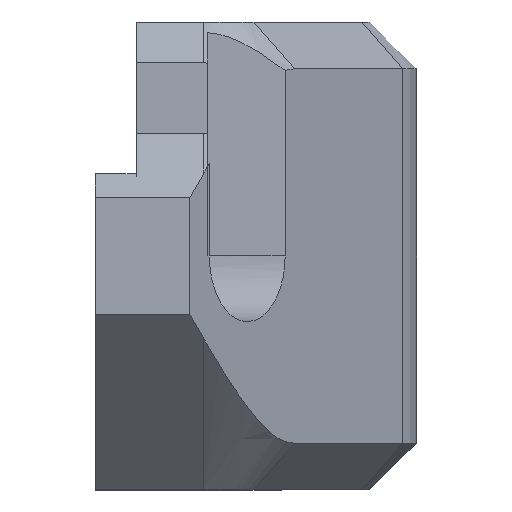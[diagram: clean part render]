
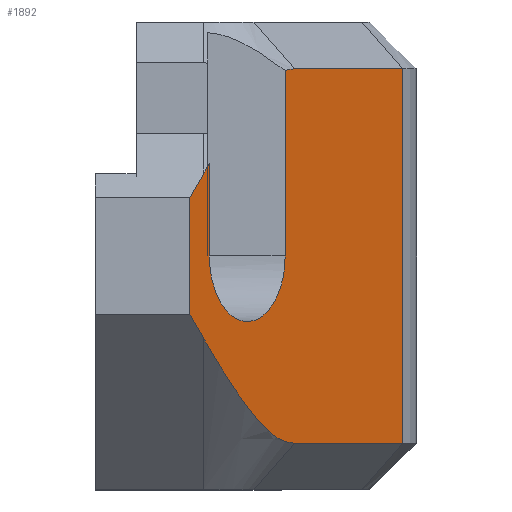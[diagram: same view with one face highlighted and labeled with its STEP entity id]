
A CAD part, left-side view. The second image highlights one B-rep face of the part: STEP entity #1892.
In plain terms, the highlighted planar face has unit normal (-0.5, -0.866, 0).
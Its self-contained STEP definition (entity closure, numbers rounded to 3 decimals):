
#16=ELLIPSE('',#2022,3.233,2.8);
#35=(
BOUNDED_CURVE()
B_SPLINE_CURVE(2,(#3208,#3209,#3210),.UNSPECIFIED.,.F.,.F.)
B_SPLINE_CURVE_WITH_KNOTS((3,3),(1.01,1.086),
 .UNSPECIFIED.)
CURVE()
GEOMETRIC_REPRESENTATION_ITEM()
RATIONAL_B_SPLINE_CURVE((1.318,1.322,1.325))
REPRESENTATION_ITEM('')
);
#36=(
BOUNDED_CURVE()
B_SPLINE_CURVE(2,(#3221,#3222,#3223),.UNSPECIFIED.,.F.,.F.)
B_SPLINE_CURVE_WITH_KNOTS((3,3),(2.581,4.153),
 .UNSPECIFIED.)
CURVE()
GEOMETRIC_REPRESENTATION_ITEM()
RATIONAL_B_SPLINE_CURVE((1.,1.406,1.318))
REPRESENTATION_ITEM('')
);
#37=(
BOUNDED_CURVE()
B_SPLINE_CURVE(2,(#3230,#3231,#3232),.UNSPECIFIED.,.F.,.F.)
B_SPLINE_CURVE_WITH_KNOTS((3,3),(2.401,2.581),
 .UNSPECIFIED.)
CURVE()
GEOMETRIC_REPRESENTATION_ITEM()
RATIONAL_B_SPLINE_CURVE((1.087,1.047,1.))
REPRESENTATION_ITEM('')
);
#134=PLANE('',#2025);
#225=FACE_OUTER_BOUND('',#327,.T.);
#327=EDGE_LOOP('',(#1679,#1680,#1681,#1682,#1683,#1684,#1685,#1686,#1687,
#1688,#1689,#1690));
#516=LINE('',#3170,#716);
#521=LINE('',#3194,#721);
#525=LINE('',#3215,#725);
#526=LINE('',#3217,#726);
#527=LINE('',#3219,#727);
#528=LINE('',#3225,#728);
#529=LINE('',#3227,#729);
#530=LINE('',#3229,#730);
#716=VECTOR('',#2385,10.);
#721=VECTOR('',#2396,10.);
#725=VECTOR('',#2410,10.);
#726=VECTOR('',#2411,10.);
#727=VECTOR('',#2412,10.);
#728=VECTOR('',#2413,10.);
#729=VECTOR('',#2414,10.);
#730=VECTOR('',#2415,10.);
#940=VERTEX_POINT('',#3168);
#941=VERTEX_POINT('',#3169);
#947=VERTEX_POINT('',#3192);
#948=VERTEX_POINT('',#3193);
#950=VERTEX_POINT('',#3206);
#951=VERTEX_POINT('',#3214);
#952=VERTEX_POINT('',#3216);
#953=VERTEX_POINT('',#3218);
#954=VERTEX_POINT('',#3220);
#955=VERTEX_POINT('',#3224);
#956=VERTEX_POINT('',#3226);
#957=VERTEX_POINT('',#3228);
#1195=EDGE_CURVE('',#940,#941,#516,.T.);
#1204=EDGE_CURVE('',#947,#948,#521,.T.);
#1207=EDGE_CURVE('',#948,#940,#16,.T.);
#1210=EDGE_CURVE('',#950,#941,#35,.T.);
#1212=EDGE_CURVE('',#951,#950,#525,.T.);
#1213=EDGE_CURVE('',#951,#952,#526,.T.);
#1214=EDGE_CURVE('',#953,#952,#527,.T.);
#1215=EDGE_CURVE('',#954,#953,#36,.T.);
#1216=EDGE_CURVE('',#955,#954,#528,.T.);
#1217=EDGE_CURVE('',#956,#955,#529,.T.);
#1218=EDGE_CURVE('',#957,#956,#530,.T.);
#1219=EDGE_CURVE('',#947,#957,#37,.T.);
#1679=ORIENTED_EDGE('',*,*,#1195,.T.);
#1680=ORIENTED_EDGE('',*,*,#1210,.F.);
#1681=ORIENTED_EDGE('',*,*,#1212,.F.);
#1682=ORIENTED_EDGE('',*,*,#1213,.T.);
#1683=ORIENTED_EDGE('',*,*,#1214,.F.);
#1684=ORIENTED_EDGE('',*,*,#1215,.F.);
#1685=ORIENTED_EDGE('',*,*,#1216,.F.);
#1686=ORIENTED_EDGE('',*,*,#1217,.F.);
#1687=ORIENTED_EDGE('',*,*,#1218,.F.);
#1688=ORIENTED_EDGE('',*,*,#1219,.F.);
#1689=ORIENTED_EDGE('',*,*,#1204,.T.);
#1690=ORIENTED_EDGE('',*,*,#1207,.T.);
#1892=ADVANCED_FACE('',(#225),#134,.T.);
#2022=AXIS2_PLACEMENT_3D('',#3200,#2400,#2401);
#2025=AXIS2_PLACEMENT_3D('',#3213,#2408,#2409);
#2385=DIRECTION('',(0.,0.,1.));
#2396=DIRECTION('',(0.,0.,-1.));
#2400=DIRECTION('center_axis',(0.5,0.866,0.));
#2401=DIRECTION('ref_axis',(0.866,-0.5,0.));
#2408=DIRECTION('center_axis',(-0.5,-0.866,0.));
#2409=DIRECTION('ref_axis',(-0.866,0.5,0.));
#2410=DIRECTION('',(0.655,-0.378,0.655));
#2411=DIRECTION('',(0.,0.,-1.));
#2412=DIRECTION('',(-0.655,0.378,0.655));
#2413=DIRECTION('',(-0.866,0.5,0.));
#2414=DIRECTION('',(0.,0.,-1.));
#2415=DIRECTION('',(0.866,-0.5,0.));
#3168=CARTESIAN_POINT('',(-16.55,5.121,10.));
#3169=CARTESIAN_POINT('',(-16.55,5.121,13.946));
#3170=CARTESIAN_POINT('',(-16.55,5.121,16.876));
#3192=CARTESIAN_POINT('',(-10.95,1.888,17.928));
#3193=CARTESIAN_POINT('',(-10.95,1.888,10.));
#3194=CARTESIAN_POINT('',(-10.95,1.888,10.));
#3200=CARTESIAN_POINT('Origin',(-13.75,3.505,10.));
#3206=CARTESIAN_POINT('',(-17.,5.381,13.5));
#3208=CARTESIAN_POINT('Ctrl Pts',(-17.,5.381,13.5));
#3209=CARTESIAN_POINT('Ctrl Pts',(-16.769,5.248,13.731));
#3210=CARTESIAN_POINT('Ctrl Pts',(-16.55,5.121,13.946));
#3213=CARTESIAN_POINT('Origin',(0.,-4.434,
10.));
#3214=CARTESIAN_POINT('',(-18.,5.959,12.5));
#3215=CARTESIAN_POINT('',(-12.201,2.61,18.299));
#3216=CARTESIAN_POINT('',(-18.,5.959,7.5));
#3217=CARTESIAN_POINT('',(-18.,5.959,10.));
#3218=CARTESIAN_POINT('',(-17.,5.381,6.5));
#3219=CARTESIAN_POINT('',(-12.201,2.61,1.701));
#3220=CARTESIAN_POINT('',(-10.25,1.484,2.));
#3221=CARTESIAN_POINT('Ctrl Pts',(-10.25,1.484,2.));
#3222=CARTESIAN_POINT('Ctrl Pts',(-12.5,2.783,2.));
#3223=CARTESIAN_POINT('Ctrl Pts',(-17.,5.381,6.5));
#3224=CARTESIAN_POINT('',(-2.25,-3.135,2.));
#3225=CARTESIAN_POINT('',(-1.563,-3.532,2.));
#3226=CARTESIAN_POINT('',(-2.25,-3.135,18.));
#3227=CARTESIAN_POINT('',(-2.25,-3.135,10.));
#3228=CARTESIAN_POINT('',(-10.25,1.484,18.));
#3229=CARTESIAN_POINT('',(-8.281,0.347,18.));
#3230=CARTESIAN_POINT('Ctrl Pts',(-10.95,1.888,17.928));
#3231=CARTESIAN_POINT('Ctrl Pts',(-10.597,1.685,18.));
#3232=CARTESIAN_POINT('Ctrl Pts',(-10.25,1.484,18.));
